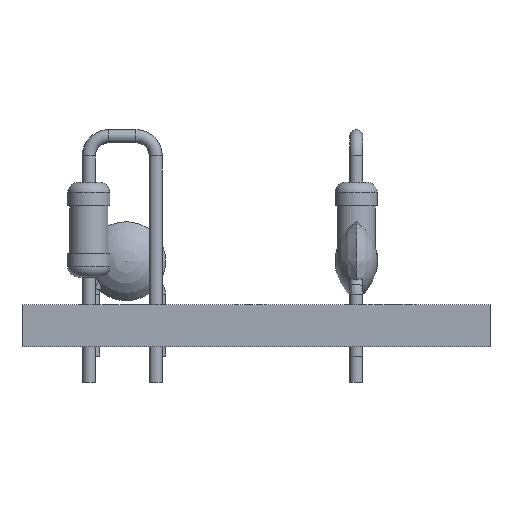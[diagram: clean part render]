
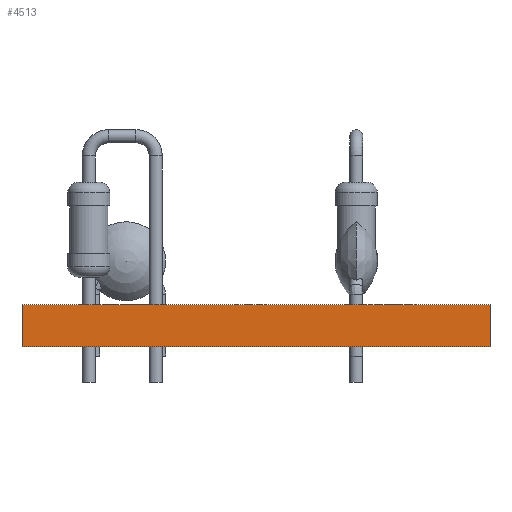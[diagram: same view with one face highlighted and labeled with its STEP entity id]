
A CAD part, left-side view. The second image highlights one B-rep face of the part: STEP entity #4513.
In plain terms, the highlighted planar face has unit normal (-1, 0, 0).
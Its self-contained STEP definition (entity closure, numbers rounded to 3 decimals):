
#4397 = EDGE_CURVE('',#4398,#4400,#4402,.T.);
#4398 = VERTEX_POINT('',#4399);
#4399 = CARTESIAN_POINT('',(131.445,-57.785,0.));
#4400 = VERTEX_POINT('',#4401);
#4401 = CARTESIAN_POINT('',(131.445,-57.785,1.6));
#4402 = SURFACE_CURVE('',#4403,(#4407,#4419),.PCURVE_S1.);
#4403 = LINE('',#4404,#4405);
#4404 = CARTESIAN_POINT('',(131.445,-57.785,0.));
#4405 = VECTOR('',#4406,1.);
#4406 = DIRECTION('',(0.,0.,1.));
#4407 = PCURVE('',#4408,#4413);
#4408 = PLANE('',#4409);
#4409 = AXIS2_PLACEMENT_3D('',#4410,#4411,#4412);
#4410 = CARTESIAN_POINT('',(131.445,-57.785,0.));
#4411 = DIRECTION('',(0.,1.,0.));
#4412 = DIRECTION('',(1.,0.,0.));
#4413 = DEFINITIONAL_REPRESENTATION('',(#4414),#4418);
#4414 = LINE('',#4415,#4416);
#4415 = CARTESIAN_POINT('',(0.,0.));
#4416 = VECTOR('',#4417,1.);
#4417 = DIRECTION('',(0.,-1.));
#4418 = ( GEOMETRIC_REPRESENTATION_CONTEXT(2) 
PARAMETRIC_REPRESENTATION_CONTEXT() REPRESENTATION_CONTEXT('2D SPACE',''
  ) );
#4419 = PCURVE('',#4420,#4425);
#4420 = PLANE('',#4421);
#4421 = AXIS2_PLACEMENT_3D('',#4422,#4423,#4424);
#4422 = CARTESIAN_POINT('',(131.445,-75.565,0.));
#4423 = DIRECTION('',(-1.,0.,0.));
#4424 = DIRECTION('',(0.,1.,0.));
#4425 = DEFINITIONAL_REPRESENTATION('',(#4426),#4430);
#4426 = LINE('',#4427,#4428);
#4427 = CARTESIAN_POINT('',(17.78,0.));
#4428 = VECTOR('',#4429,1.);
#4429 = DIRECTION('',(0.,-1.));
#4430 = ( GEOMETRIC_REPRESENTATION_CONTEXT(2) 
PARAMETRIC_REPRESENTATION_CONTEXT() REPRESENTATION_CONTEXT('2D SPACE',''
  ) );
#4448 = PLANE('',#4449);
#4449 = AXIS2_PLACEMENT_3D('',#4450,#4451,#4452);
#4450 = CARTESIAN_POINT('',(131.445,-57.785,1.6));
#4451 = DIRECTION('',(-0.,0.,1.));
#4452 = DIRECTION('',(1.,0.,0.));
#4502 = PLANE('',#4503);
#4503 = AXIS2_PLACEMENT_3D('',#4504,#4505,#4506);
#4504 = CARTESIAN_POINT('',(131.445,-57.785,0.));
#4505 = DIRECTION('',(-0.,0.,1.));
#4506 = DIRECTION('',(1.,0.,0.));
#4513 = ADVANCED_FACE('',(#4514),#4420,.T.);
#4514 = FACE_BOUND('',#4515,.T.);
#4515 = EDGE_LOOP('',(#4516,#4546,#4567,#4568));
#4516 = ORIENTED_EDGE('',*,*,#4517,.T.);
#4517 = EDGE_CURVE('',#4518,#4520,#4522,.T.);
#4518 = VERTEX_POINT('',#4519);
#4519 = CARTESIAN_POINT('',(131.445,-75.565,0.));
#4520 = VERTEX_POINT('',#4521);
#4521 = CARTESIAN_POINT('',(131.445,-75.565,1.6));
#4522 = SURFACE_CURVE('',#4523,(#4527,#4534),.PCURVE_S1.);
#4523 = LINE('',#4524,#4525);
#4524 = CARTESIAN_POINT('',(131.445,-75.565,0.));
#4525 = VECTOR('',#4526,1.);
#4526 = DIRECTION('',(0.,0.,1.));
#4527 = PCURVE('',#4420,#4528);
#4528 = DEFINITIONAL_REPRESENTATION('',(#4529),#4533);
#4529 = LINE('',#4530,#4531);
#4530 = CARTESIAN_POINT('',(0.,0.));
#4531 = VECTOR('',#4532,1.);
#4532 = DIRECTION('',(0.,-1.));
#4533 = ( GEOMETRIC_REPRESENTATION_CONTEXT(2) 
PARAMETRIC_REPRESENTATION_CONTEXT() REPRESENTATION_CONTEXT('2D SPACE',''
  ) );
#4534 = PCURVE('',#4535,#4540);
#4535 = PLANE('',#4536);
#4536 = AXIS2_PLACEMENT_3D('',#4537,#4538,#4539);
#4537 = CARTESIAN_POINT('',(149.225,-75.565,0.));
#4538 = DIRECTION('',(0.,-1.,0.));
#4539 = DIRECTION('',(-1.,0.,0.));
#4540 = DEFINITIONAL_REPRESENTATION('',(#4541),#4545);
#4541 = LINE('',#4542,#4543);
#4542 = CARTESIAN_POINT('',(17.78,0.));
#4543 = VECTOR('',#4544,1.);
#4544 = DIRECTION('',(0.,-1.));
#4545 = ( GEOMETRIC_REPRESENTATION_CONTEXT(2) 
PARAMETRIC_REPRESENTATION_CONTEXT() REPRESENTATION_CONTEXT('2D SPACE',''
  ) );
#4546 = ORIENTED_EDGE('',*,*,#4547,.T.);
#4547 = EDGE_CURVE('',#4520,#4400,#4548,.T.);
#4548 = SURFACE_CURVE('',#4549,(#4553,#4560),.PCURVE_S1.);
#4549 = LINE('',#4550,#4551);
#4550 = CARTESIAN_POINT('',(131.445,-75.565,1.6));
#4551 = VECTOR('',#4552,1.);
#4552 = DIRECTION('',(0.,1.,0.));
#4553 = PCURVE('',#4420,#4554);
#4554 = DEFINITIONAL_REPRESENTATION('',(#4555),#4559);
#4555 = LINE('',#4556,#4557);
#4556 = CARTESIAN_POINT('',(0.,-1.6));
#4557 = VECTOR('',#4558,1.);
#4558 = DIRECTION('',(1.,0.));
#4559 = ( GEOMETRIC_REPRESENTATION_CONTEXT(2) 
PARAMETRIC_REPRESENTATION_CONTEXT() REPRESENTATION_CONTEXT('2D SPACE',''
  ) );
#4560 = PCURVE('',#4448,#4561);
#4561 = DEFINITIONAL_REPRESENTATION('',(#4562),#4566);
#4562 = LINE('',#4563,#4564);
#4563 = CARTESIAN_POINT('',(0.,-17.78));
#4564 = VECTOR('',#4565,1.);
#4565 = DIRECTION('',(0.,1.));
#4566 = ( GEOMETRIC_REPRESENTATION_CONTEXT(2) 
PARAMETRIC_REPRESENTATION_CONTEXT() REPRESENTATION_CONTEXT('2D SPACE',''
  ) );
#4567 = ORIENTED_EDGE('',*,*,#4397,.F.);
#4568 = ORIENTED_EDGE('',*,*,#4569,.F.);
#4569 = EDGE_CURVE('',#4518,#4398,#4570,.T.);
#4570 = SURFACE_CURVE('',#4571,(#4575,#4582),.PCURVE_S1.);
#4571 = LINE('',#4572,#4573);
#4572 = CARTESIAN_POINT('',(131.445,-75.565,0.));
#4573 = VECTOR('',#4574,1.);
#4574 = DIRECTION('',(0.,1.,0.));
#4575 = PCURVE('',#4420,#4576);
#4576 = DEFINITIONAL_REPRESENTATION('',(#4577),#4581);
#4577 = LINE('',#4578,#4579);
#4578 = CARTESIAN_POINT('',(0.,0.));
#4579 = VECTOR('',#4580,1.);
#4580 = DIRECTION('',(1.,0.));
#4581 = ( GEOMETRIC_REPRESENTATION_CONTEXT(2) 
PARAMETRIC_REPRESENTATION_CONTEXT() REPRESENTATION_CONTEXT('2D SPACE',''
  ) );
#4582 = PCURVE('',#4502,#4583);
#4583 = DEFINITIONAL_REPRESENTATION('',(#4584),#4588);
#4584 = LINE('',#4585,#4586);
#4585 = CARTESIAN_POINT('',(0.,-17.78));
#4586 = VECTOR('',#4587,1.);
#4587 = DIRECTION('',(0.,1.));
#4588 = ( GEOMETRIC_REPRESENTATION_CONTEXT(2) 
PARAMETRIC_REPRESENTATION_CONTEXT() REPRESENTATION_CONTEXT('2D SPACE',''
  ) );
